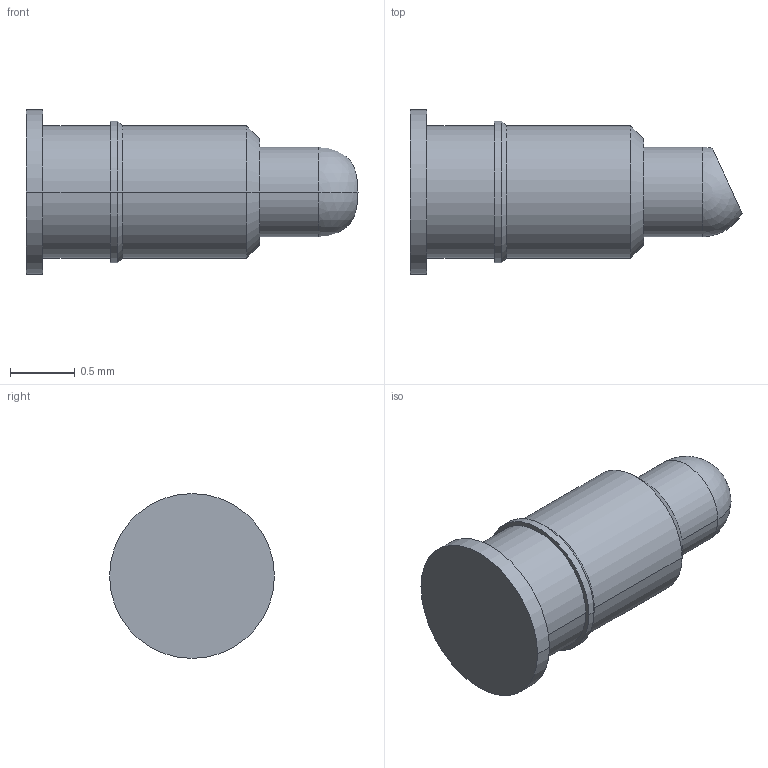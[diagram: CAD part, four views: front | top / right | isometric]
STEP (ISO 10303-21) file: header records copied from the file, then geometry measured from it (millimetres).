
FILE_DESCRIPTION (( 'STEP AP214' ), '1' );
FILE_NAME ('UEBK-12496.STEP', '2015-09-25T09:45:09', ( '' ), ( '' ), 'SwSTEP 2.0', 'SolidWorks 2015', '' );
FILE_SCHEMA (( 'AUTOMOTIVE_DESIGN' ));
Length unit declared in the file: millimetre
Products named in the file (1): UEBK-12496
Bounding box: 2.56 x 1.27 x 1.27 mm (x, y, z)
Volume: 1.8 mm3; surface area: 9.7 mm2
Topology: 1 solids, 1 shells, 21 faces, 44 edges, 26 vertices
Faces by surface type: cylinder 10, plane 5, cone 4, sphere 2
Entity records: 570 total; most frequent: DIRECTION 110, CARTESIAN_POINT 86, ORIENTED_EDGE 80, AXIS2_PLACEMENT_3D 48, EDGE_CURVE 40, CIRCLE 26, VERTEX_POINT 24, EDGE_LOOP 24
